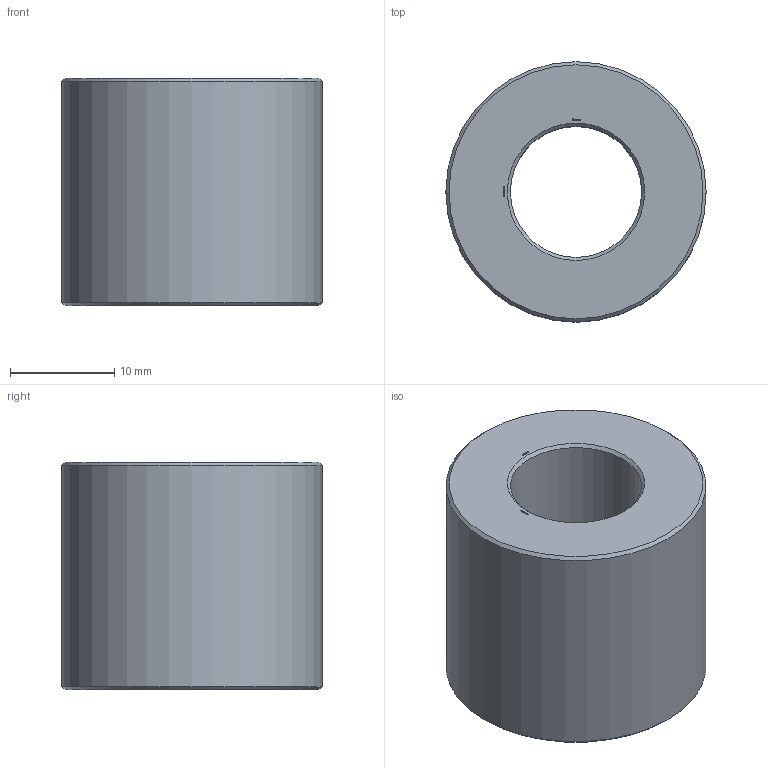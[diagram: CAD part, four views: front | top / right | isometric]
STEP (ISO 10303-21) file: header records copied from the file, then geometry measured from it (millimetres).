
FILE_DESCRIPTION(('FreeCAD Model'),'2;1');
FILE_NAME('Open CASCADE Shape Model','2024-10-09T17:08:44',(''),(''), 'Open CASCADE STEP processor 7.7','FreeCAD','Unknown');
FILE_SCHEMA(('AUTOMOTIVE_DESIGN { 1 0 10303 214 1 1 1 1 }'));
Length unit declared in the file: millimetre
Products named in the file (1): Spacer BUD FRE PLN BU02.00x01.75 - SPN-SPR-0306 (stemfie.org)
Bounding box: 25 x 25 x 21.88 mm (x, y, z)
Volume: 7999.6 mm3; surface area: 3275.3 mm2
Topology: 1 solids, 1 shells, 469 faces, 1298 edges, 864 vertices
Faces by surface type: plane 299, extrusion 164, cone 4, cylinder 2
Full cylindrical faces by diameter (mm): 12.6 x1, 25 x1
Entity records: 15002 total; most frequent: CARTESIAN_POINT 3616, ORIENTED_EDGE 2596, DIRECTION 1754, EDGE_CURVE 1298, VECTOR 1126, LINE 962, VERTEX_POINT 864, FACE_BOUND 504
